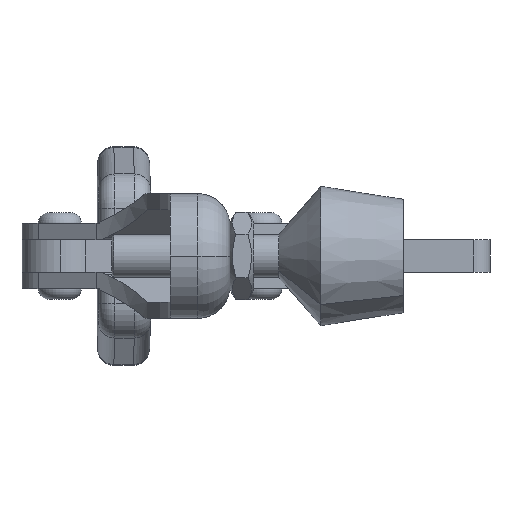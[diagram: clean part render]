
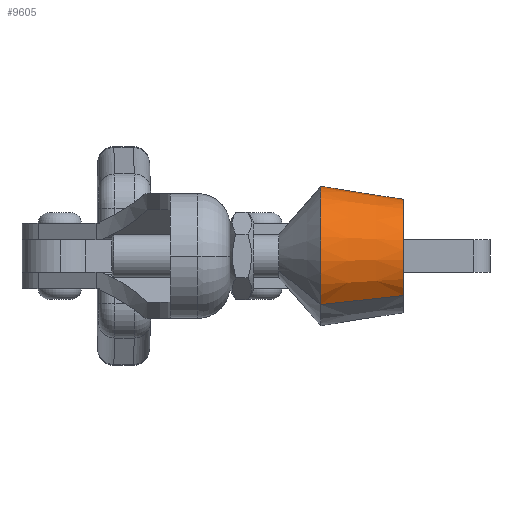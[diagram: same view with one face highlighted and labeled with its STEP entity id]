
A CAD part, left-side view. The second image highlights one B-rep face of the part: STEP entity #9605.
In plain terms, the highlighted conical face has half-angle 9 degrees and reference radius 5.25 mm.
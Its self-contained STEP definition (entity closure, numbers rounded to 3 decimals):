
#595 = FACE_OUTER_BOUND ( 'NONE', #11192, .T. ) ;
#601 = CONICAL_SURFACE ( 'NONE', #6460, 5.25, 0.157 ) ;
#1786 = DIRECTION ( 'NONE',  ( 0., 0., -1. ) ) ;
#1788 = DIRECTION ( 'NONE',  ( 0., -1., 0. ) ) ;
#1790 = CARTESIAN_POINT ( 'NONE',  ( 0., 0., 0. ) ) ;
#1795 = DIRECTION ( 'NONE',  ( 0., 0., -1. ) ) ;
#1797 = DIRECTION ( 'NONE',  ( 0., -1., 0. ) ) ;
#1799 = CARTESIAN_POINT ( 'NONE',  ( 0., 7.625, 0. ) ) ;
#1831 = CARTESIAN_POINT ( 'NONE',  ( 0., 0., 5.25 ) ) ;
#1838 = CARTESIAN_POINT ( 'NONE',  ( 0., 0., -5.25 ) ) ;
#1842 = DIRECTION ( 'NONE',  ( 0., 0.988, 0.156 ) ) ;
#1844 = DIRECTION ( 'NONE',  ( 0., 0.988, -0.156 ) ) ;
#2879 = ORIENTED_EDGE ( 'NONE', *, *, #3600, .T. ) ;
#2882 = ORIENTED_EDGE ( 'NONE', *, *, #3596, .T. ) ;
#2899 = ORIENTED_EDGE ( 'NONE', *, *, #3601, .F. ) ;
#2900 = ORIENTED_EDGE ( 'NONE', *, *, #3594, .F. ) ;
#3594 = EDGE_CURVE ( 'NONE', #15682, #15669, #11083, .T. ) ;
#3596 = EDGE_CURVE ( 'NONE', #15675, #15668, #11088, .T. ) ;
#3600 = EDGE_CURVE ( 'NONE', #15668, #15669, #11092, .T. ) ;
#3601 = EDGE_CURVE ( 'NONE', #15675, #15682, #11096, .T. ) ;
#5717 = AXIS2_PLACEMENT_3D ( 'NONE', #1799, #1797, #1795 ) ;
#5718 = AXIS2_PLACEMENT_3D ( 'NONE', #1790, #1788, #1786 ) ;
#6460 = AXIS2_PLACEMENT_3D ( 'NONE', #26403, #26401, #26396 ) ;
#9605 = ADVANCED_FACE ( 'NONE', ( #595 ), #601, .T. ) ;
#11083 = LINE ( 'NONE', #1838, #11087 ) ;
#11087 = VECTOR ( 'NONE', #1844, 1000. ) ;
#11088 = LINE ( 'NONE', #1831, #11090 ) ;
#11090 = VECTOR ( 'NONE', #1842, 1000. ) ;
#11092 = CIRCLE ( 'NONE', #5717, 6.458 ) ;
#11096 = CIRCLE ( 'NONE', #5718, 5.25 ) ;
#11192 = EDGE_LOOP ( 'NONE', ( #2900, #2899, #2882, #2879 ) ) ;
#15668 = VERTEX_POINT ( 'NONE', #23193 ) ;
#15669 = VERTEX_POINT ( 'NONE', #23194 ) ;
#15675 = VERTEX_POINT ( 'NONE', #23200 ) ;
#15682 = VERTEX_POINT ( 'NONE', #23207 ) ;
#23193 = CARTESIAN_POINT ( 'NONE',  ( 0., 7.625, 6.458 ) ) ;
#23194 = CARTESIAN_POINT ( 'NONE',  ( 0., 7.625, -6.458 ) ) ;
#23200 = CARTESIAN_POINT ( 'NONE',  ( 0., 0., 5.25 ) ) ;
#23207 = CARTESIAN_POINT ( 'NONE',  ( 0., 0., -5.25 ) ) ;
#26396 = DIRECTION ( 'NONE',  ( 0., 0., 1. ) ) ;
#26401 = DIRECTION ( 'NONE',  ( 0., 1., 0. ) ) ;
#26403 = CARTESIAN_POINT ( 'NONE',  ( 0., 0., 0. ) ) ;
